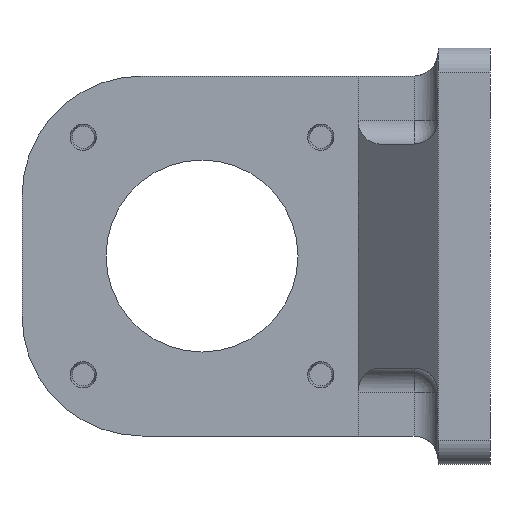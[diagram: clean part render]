
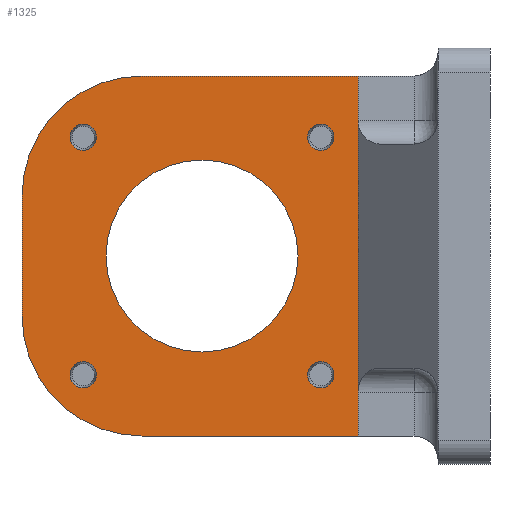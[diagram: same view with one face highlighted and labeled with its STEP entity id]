
A CAD part, front view. The second image highlights one B-rep face of the part: STEP entity #1325.
In plain terms, the highlighted planar face has unit normal (0, -1, 0).
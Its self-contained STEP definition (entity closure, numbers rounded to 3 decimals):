
#38=FACE_BOUND('',#500,.T.);
#39=FACE_BOUND('',#501,.T.);
#40=FACE_BOUND('',#502,.T.);
#41=FACE_BOUND('',#503,.T.);
#42=FACE_BOUND('',#504,.T.);
#72=PLANE('',#1494);
#173=LINE('',#2287,#275);
#175=LINE('',#2291,#277);
#177=LINE('',#2295,#279);
#180=LINE('',#2303,#282);
#275=VECTOR('',#1881,10.);
#277=VECTOR('',#1885,10.);
#279=VECTOR('',#1889,10.);
#282=VECTOR('',#1898,10.);
#407=FACE_OUTER_BOUND('',#499,.T.);
#499=EDGE_LOOP('',(#1234,#1235,#1236,#1237,#1238,#1239));
#500=EDGE_LOOP('',(#1240));
#501=EDGE_LOOP('',(#1241));
#502=EDGE_LOOP('',(#1242));
#503=EDGE_LOOP('',(#1243));
#504=EDGE_LOOP('',(#1244));
#565=CIRCLE('',#1476,1.65);
#566=CIRCLE('',#1478,1.65);
#567=CIRCLE('',#1480,1.65);
#568=CIRCLE('',#1482,1.65);
#569=CIRCLE('',#1484,12.);
#571=CIRCLE('',#1490,15.);
#572=CIRCLE('',#1493,15.);
#677=VERTEX_POINT('',#2262);
#678=VERTEX_POINT('',#2266);
#679=VERTEX_POINT('',#2270);
#680=VERTEX_POINT('',#2274);
#681=VERTEX_POINT('',#2278);
#683=VERTEX_POINT('',#2284);
#684=VERTEX_POINT('',#2286);
#685=VERTEX_POINT('',#2290);
#686=VERTEX_POINT('',#2294);
#687=VERTEX_POINT('',#2298);
#688=VERTEX_POINT('',#2302);
#852=EDGE_CURVE('',#677,#677,#565,.F.);
#854=EDGE_CURVE('',#678,#678,#566,.F.);
#856=EDGE_CURVE('',#679,#679,#567,.F.);
#858=EDGE_CURVE('',#680,#680,#568,.F.);
#860=EDGE_CURVE('',#681,#681,#569,.T.);
#864=EDGE_CURVE('',#684,#683,#173,.T.);
#866=EDGE_CURVE('',#685,#684,#175,.T.);
#868=EDGE_CURVE('',#686,#685,#177,.T.);
#870=EDGE_CURVE('',#687,#686,#571,.T.);
#872=EDGE_CURVE('',#688,#687,#180,.T.);
#874=EDGE_CURVE('',#683,#688,#572,.T.);
#1234=ORIENTED_EDGE('',*,*,#874,.T.);
#1235=ORIENTED_EDGE('',*,*,#872,.T.);
#1236=ORIENTED_EDGE('',*,*,#870,.T.);
#1237=ORIENTED_EDGE('',*,*,#868,.T.);
#1238=ORIENTED_EDGE('',*,*,#866,.T.);
#1239=ORIENTED_EDGE('',*,*,#864,.T.);
#1240=ORIENTED_EDGE('',*,*,#860,.T.);
#1241=ORIENTED_EDGE('',*,*,#858,.T.);
#1242=ORIENTED_EDGE('',*,*,#856,.T.);
#1243=ORIENTED_EDGE('',*,*,#854,.T.);
#1244=ORIENTED_EDGE('',*,*,#852,.T.);
#1325=ADVANCED_FACE('',(#407,#38,#39,#40,#41,#42),#72,.T.);
#1476=AXIS2_PLACEMENT_3D('',#2263,#1853,#1854);
#1478=AXIS2_PLACEMENT_3D('',#2267,#1858,#1859);
#1480=AXIS2_PLACEMENT_3D('',#2271,#1863,#1864);
#1482=AXIS2_PLACEMENT_3D('',#2275,#1868,#1869);
#1484=AXIS2_PLACEMENT_3D('',#2279,#1873,#1874);
#1490=AXIS2_PLACEMENT_3D('',#2299,#1893,#1894);
#1493=AXIS2_PLACEMENT_3D('',#2306,#1902,#1903);
#1494=AXIS2_PLACEMENT_3D('',#2307,#1904,#1905);
#1853=DIRECTION('center_axis',(0.,-1.,0.));
#1854=DIRECTION('ref_axis',(1.,0.,0.));
#1858=DIRECTION('center_axis',(0.,-1.,0.));
#1859=DIRECTION('ref_axis',(1.,0.,0.));
#1863=DIRECTION('center_axis',(0.,-1.,0.));
#1864=DIRECTION('ref_axis',(1.,0.,0.));
#1868=DIRECTION('center_axis',(0.,-1.,0.));
#1869=DIRECTION('ref_axis',(1.,0.,0.));
#1873=DIRECTION('center_axis',(0.,1.,0.));
#1874=DIRECTION('ref_axis',(1.,0.,0.));
#1881=DIRECTION('',(-1.,0.,0.));
#1885=DIRECTION('',(0.,0.,1.));
#1889=DIRECTION('',(1.,0.,0.));
#1893=DIRECTION('center_axis',(0.,-1.,0.));
#1894=DIRECTION('ref_axis',(-1.,0.,0.));
#1898=DIRECTION('',(0.,0.,-1.));
#1902=DIRECTION('center_axis',(0.,-1.,0.));
#1903=DIRECTION('ref_axis',(0.,0.,1.));
#1904=DIRECTION('center_axis',(0.,-1.,0.));
#1905=DIRECTION('ref_axis',(1.,0.,0.));
#2262=CARTESIAN_POINT('',(13.199,-5.8,-14.849));
#2263=CARTESIAN_POINT('Origin',(14.849,-5.8,-14.849));
#2266=CARTESIAN_POINT('',(-16.499,-5.8,14.849));
#2267=CARTESIAN_POINT('Origin',(-14.849,-5.8,14.849));
#2270=CARTESIAN_POINT('',(13.199,-5.8,14.849));
#2271=CARTESIAN_POINT('Origin',(14.849,-5.8,14.849));
#2274=CARTESIAN_POINT('',(-16.499,-5.8,-14.849));
#2275=CARTESIAN_POINT('Origin',(-14.849,-5.8,-14.849));
#2278=CARTESIAN_POINT('',(-12.,-5.8,0.));
#2279=CARTESIAN_POINT('Origin',(0.,-5.8,0.));
#2284=CARTESIAN_POINT('',(-7.5,-5.8,22.5));
#2286=CARTESIAN_POINT('',(19.5,-5.8,22.5));
#2287=CARTESIAN_POINT('',(26.5,-5.8,22.5));
#2290=CARTESIAN_POINT('',(19.5,-5.8,-22.5));
#2291=CARTESIAN_POINT('',(19.5,-5.8,22.5));
#2294=CARTESIAN_POINT('',(-7.5,-5.8,-22.5));
#2295=CARTESIAN_POINT('',(-7.5,-5.8,-22.5));
#2298=CARTESIAN_POINT('',(-22.5,-5.8,-7.5));
#2299=CARTESIAN_POINT('Origin',(-7.5,-5.8,-7.5));
#2302=CARTESIAN_POINT('',(-22.5,-5.8,7.5));
#2303=CARTESIAN_POINT('',(-22.5,-5.8,7.5));
#2306=CARTESIAN_POINT('Origin',(-7.5,-5.8,7.5));
#2307=CARTESIAN_POINT('Origin',(-1.5,-5.8,0.));
